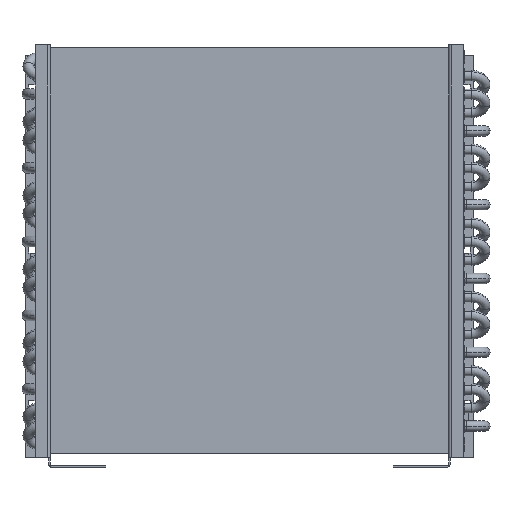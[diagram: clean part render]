
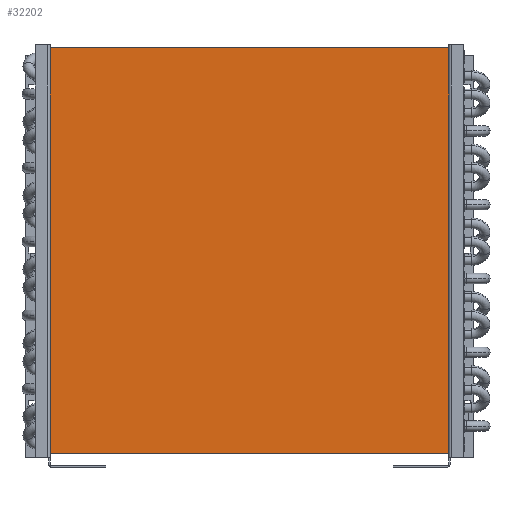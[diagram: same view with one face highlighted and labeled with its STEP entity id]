
A CAD part, left-side view. The second image highlights one B-rep face of the part: STEP entity #32202.
In plain terms, the highlighted face is planar.
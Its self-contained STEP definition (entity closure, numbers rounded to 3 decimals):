
#30150=DIRECTION('',(0.,0.,-1.));
#30151=VECTOR('',#30150,275.);
#30152=CARTESIAN_POINT('',(18.75,135.,137.5));
#30153=LINE('',#30152,#30151);
#30430=DIRECTION('',(0.,0.,-1.));
#30431=VECTOR('',#30430,275.);
#30432=CARTESIAN_POINT('',(18.75,-135.,137.5));
#30433=LINE('',#30432,#30431);
#30434=DIRECTION('',(0.,-1.,0.));
#30435=VECTOR('',#30434,270.);
#30436=CARTESIAN_POINT('',(18.75,135.,137.5));
#30437=LINE('',#30436,#30435);
#30442=DIRECTION('',(0.,-1.,0.));
#30443=VECTOR('',#30442,270.);
#30444=CARTESIAN_POINT('',(18.75,135.,-137.5));
#30445=LINE('',#30444,#30443);
#30470=CARTESIAN_POINT('',(18.75,135.,-137.5));
#30471=VERTEX_POINT('',#30470);
#30472=CARTESIAN_POINT('',(18.75,-135.,-137.5));
#30473=VERTEX_POINT('',#30472);
#30474=CARTESIAN_POINT('',(18.75,135.,137.5));
#30475=VERTEX_POINT('',#30474);
#30476=CARTESIAN_POINT('',(18.75,-135.,137.5));
#30477=VERTEX_POINT('',#30476);
#32190=CARTESIAN_POINT('',(18.75,-135.,-137.5));
#32191=DIRECTION('',(-1.,0.,0.));
#32192=DIRECTION('',(0.,0.,1.));
#32193=AXIS2_PLACEMENT_3D('',#32190,#32191,#32192);
#32194=PLANE('',#32193);
#32195=ORIENTED_EDGE('',*,*,#31114,.T.);
#32197=ORIENTED_EDGE('',*,*,#32196,.T.);
#32198=ORIENTED_EDGE('',*,*,#30828,.F.);
#32199=ORIENTED_EDGE('',*,*,#32183,.F.);
#32200=EDGE_LOOP('',(#32195,#32197,#32198,#32199));
#32201=FACE_OUTER_BOUND('',#32200,.F.);
#32202=ADVANCED_FACE('',(#32201),#32194,.F.);
#30828=EDGE_CURVE('',#30477,#30473,#30433,.T.);
#31114=EDGE_CURVE('',#30475,#30471,#30153,.T.);
#32183=EDGE_CURVE('',#30475,#30477,#30437,.T.);
#32196=EDGE_CURVE('',#30471,#30473,#30445,.T.);
